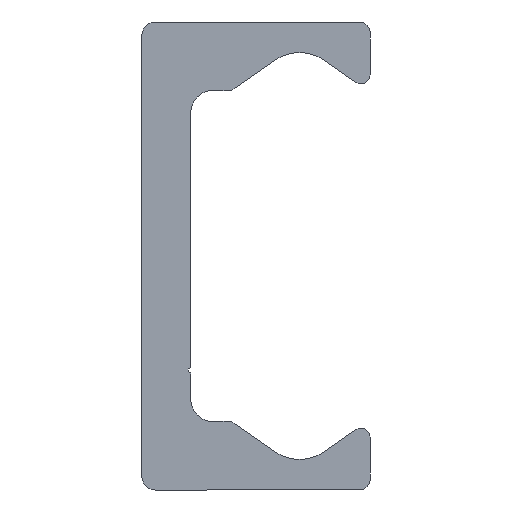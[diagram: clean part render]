
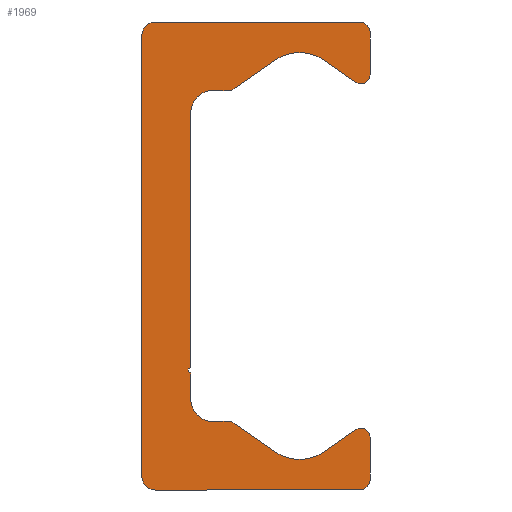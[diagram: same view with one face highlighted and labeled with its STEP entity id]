
A CAD part, left-side view. The second image highlights one B-rep face of the part: STEP entity #1969.
In plain terms, the highlighted planar face has unit normal (-1, 0, 0).
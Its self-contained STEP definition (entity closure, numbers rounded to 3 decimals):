
#1036=CARTESIAN_POINT('',(0.0,9.25,-21.5));
#1037=VERTEX_POINT('',#1036);
#1044=CARTESIAN_POINT('',(0.0,10.5,-20.25));
#1045=VERTEX_POINT('',#1044);
#1046=CARTESIAN_POINT('',(0.0,9.25,-20.25));
#1047=DIRECTION('',(1.0,0.0,0.0));
#1048=DIRECTION('',(0.0,0.0,-1.0));
#1049=AXIS2_PLACEMENT_3D('',#1046,#1047,#1048);
#1050=CIRCLE('',#1049,1.25);
#1051=EDGE_CURVE('',#1037,#1045,#1050,.T.);
#1075=CARTESIAN_POINT('',(0.0,-9.5,-21.5));
#1076=VERTEX_POINT('',#1075);
#1083=CARTESIAN_POINT('',(0.0,-9.5,-21.5));
#1084=DIRECTION('',(0.0,1.0,0.0));
#1085=VECTOR('',#1084,18.75);
#1086=LINE('',#1083,#1085);
#1087=EDGE_CURVE('',#1076,#1037,#1086,.T.);
#1107=CARTESIAN_POINT('',(0.0,-10.5,-20.5));
#1108=VERTEX_POINT('',#1107);
#1115=CARTESIAN_POINT('',(0.0,-9.5,-20.5));
#1116=DIRECTION('',(1.0,0.0,0.0));
#1117=DIRECTION('',(0.0,-1.0,0.0));
#1118=AXIS2_PLACEMENT_3D('',#1115,#1116,#1117);
#1119=CIRCLE('',#1118,1.0);
#1120=EDGE_CURVE('',#1108,#1076,#1119,.T.);
#1139=CARTESIAN_POINT('',(0.0,-10.5,-16.65));
#1140=VERTEX_POINT('',#1139);
#1147=CARTESIAN_POINT('',(0.0,-10.5,-16.65));
#1148=DIRECTION('',(0.0,0.0,-1.0));
#1149=VECTOR('',#1148,3.85);
#1150=LINE('',#1147,#1149);
#1151=EDGE_CURVE('',#1140,#1108,#1150,.T.);
#1171=CARTESIAN_POINT('',(0.0,-9.162,-15.954));
#1172=VERTEX_POINT('',#1171);
#1179=CARTESIAN_POINT('',(0.0,-9.65,-16.65));
#1180=DIRECTION('',(1.0,0.0,0.0));
#1181=DIRECTION('',(0.0,0.574,0.819));
#1182=AXIS2_PLACEMENT_3D('',#1179,#1180,#1181);
#1183=CIRCLE('',#1182,0.85);
#1184=EDGE_CURVE('',#1172,#1140,#1183,.T.);
#1203=CARTESIAN_POINT('',(0.0,-6.294,-17.962));
#1204=VERTEX_POINT('',#1203);
#1211=CARTESIAN_POINT('',(0.0,-6.294,-17.962));
#1212=DIRECTION('',(0.0,-0.819,0.574));
#1213=VECTOR('',#1212,3.501);
#1214=LINE('',#1211,#1213);
#1215=EDGE_CURVE('',#1204,#1172,#1214,.T.);
#1235=CARTESIAN_POINT('',(0.0,-1.706,-17.962));
#1236=VERTEX_POINT('',#1235);
#1243=CARTESIAN_POINT('',(0.0,-4.,-14.685));
#1244=DIRECTION('',(-1.0,0.0,0.0));
#1245=DIRECTION('',(0.0,0.574,0.819));
#1246=AXIS2_PLACEMENT_3D('',#1243,#1244,#1245);
#1247=CIRCLE('',#1246,4.0);
#1248=EDGE_CURVE('',#1236,#1204,#1247,.T.);
#1267=CARTESIAN_POINT('',(0.0,1.981,-15.381));
#1268=VERTEX_POINT('',#1267);
#1275=CARTESIAN_POINT('',(0.0,1.981,-15.381));
#1276=DIRECTION('',(0.0,-0.819,-0.574));
#1277=VECTOR('',#1276,4.5);
#1278=LINE('',#1275,#1277);
#1279=EDGE_CURVE('',#1268,#1236,#1278,.T.);
#1299=CARTESIAN_POINT('',(0.0,2.554,-15.2));
#1300=VERTEX_POINT('',#1299);
#1307=CARTESIAN_POINT('',(0.0,2.554,-16.2));
#1308=DIRECTION('',(1.0,0.0,0.0));
#1309=DIRECTION('',(0.0,0.0,1.0));
#1310=AXIS2_PLACEMENT_3D('',#1307,#1308,#1309);
#1311=CIRCLE('',#1310,1.);
#1312=EDGE_CURVE('',#1300,#1268,#1311,.T.);
#1331=CARTESIAN_POINT('',(0.0,4.0,-15.2));
#1332=VERTEX_POINT('',#1331);
#1339=CARTESIAN_POINT('',(0.0,4.0,-15.2));
#1340=DIRECTION('',(0.0,-1.0,0.0));
#1341=VECTOR('',#1340,1.446);
#1342=LINE('',#1339,#1341);
#1343=EDGE_CURVE('',#1332,#1300,#1342,.T.);
#1363=CARTESIAN_POINT('',(0.0,6.,-13.2));
#1364=VERTEX_POINT('',#1363);
#1371=CARTESIAN_POINT('',(0.0,4.,-13.2));
#1372=DIRECTION('',(-1.0,0.0,0.0));
#1373=DIRECTION('',(0.0,0.0,1.0));
#1374=AXIS2_PLACEMENT_3D('',#1371,#1372,#1373);
#1375=CIRCLE('',#1374,2.0);
#1376=EDGE_CURVE('',#1364,#1332,#1375,.T.);
#1395=CARTESIAN_POINT('',(0.0,6.,-10.75));
#1396=VERTEX_POINT('',#1395);
#1403=CARTESIAN_POINT('',(0.0,6.,-10.75));
#1404=DIRECTION('',(0.0,0.0,-1.0));
#1405=VECTOR('',#1404,2.45);
#1406=LINE('',#1403,#1405);
#1407=EDGE_CURVE('',#1396,#1364,#1406,.T.);
#1427=CARTESIAN_POINT('',(0.0,6.,-10.25));
#1428=VERTEX_POINT('',#1427);
#1435=CARTESIAN_POINT('',(0.0,6.,-10.5));
#1436=DIRECTION('',(-1.0,0.0,0.0));
#1437=DIRECTION('',(0.0,0.0,1.0));
#1438=AXIS2_PLACEMENT_3D('',#1435,#1436,#1437);
#1439=CIRCLE('',#1438,0.25);
#1440=EDGE_CURVE('',#1428,#1396,#1439,.T.);
#1459=CARTESIAN_POINT('',(0.0,6.,13.2));
#1460=VERTEX_POINT('',#1459);
#1467=CARTESIAN_POINT('',(0.0,6.,13.2));
#1468=DIRECTION('',(0.0,0.0,-1.0));
#1469=VECTOR('',#1468,23.45);
#1470=LINE('',#1467,#1469);
#1471=EDGE_CURVE('',#1460,#1428,#1470,.T.);
#1533=CARTESIAN_POINT('',(0.0,4.0,15.2));
#1534=VERTEX_POINT('',#1533);
#1541=CARTESIAN_POINT('',(0.0,4.,13.2));
#1542=DIRECTION('',(-1.0,0.0,0.0));
#1543=DIRECTION('',(0.0,-1.0,0.0));
#1544=AXIS2_PLACEMENT_3D('',#1541,#1542,#1543);
#1545=CIRCLE('',#1544,2.0);
#1546=EDGE_CURVE('',#1534,#1460,#1545,.T.);
#1565=CARTESIAN_POINT('',(0.0,2.554,15.2));
#1566=VERTEX_POINT('',#1565);
#1573=CARTESIAN_POINT('',(0.0,2.554,15.2));
#1574=DIRECTION('',(0.0,1.0,0.0));
#1575=VECTOR('',#1574,1.446);
#1576=LINE('',#1573,#1575);
#1577=EDGE_CURVE('',#1566,#1534,#1576,.T.);
#1597=CARTESIAN_POINT('',(0.0,1.981,15.381));
#1598=VERTEX_POINT('',#1597);
#1605=CARTESIAN_POINT('',(0.0,2.554,16.2));
#1606=DIRECTION('',(1.0,0.0,0.0));
#1607=DIRECTION('',(0.0,-0.574,-0.819));
#1608=AXIS2_PLACEMENT_3D('',#1605,#1606,#1607);
#1609=CIRCLE('',#1608,1.);
#1610=EDGE_CURVE('',#1598,#1566,#1609,.T.);
#1629=CARTESIAN_POINT('',(0.0,-1.706,17.962));
#1630=VERTEX_POINT('',#1629);
#1637=CARTESIAN_POINT('',(0.0,-1.706,17.962));
#1638=DIRECTION('',(0.0,0.819,-0.574));
#1639=VECTOR('',#1638,4.5);
#1640=LINE('',#1637,#1639);
#1641=EDGE_CURVE('',#1630,#1598,#1640,.T.);
#1661=CARTESIAN_POINT('',(0.0,-6.294,17.962));
#1662=VERTEX_POINT('',#1661);
#1669=CARTESIAN_POINT('',(0.0,-4.,14.685));
#1670=DIRECTION('',(-1.0,0.0,0.0));
#1671=DIRECTION('',(0.0,-0.574,-0.819));
#1672=AXIS2_PLACEMENT_3D('',#1669,#1670,#1671);
#1673=CIRCLE('',#1672,4.0);
#1674=EDGE_CURVE('',#1662,#1630,#1673,.T.);
#1693=CARTESIAN_POINT('',(0.0,-9.162,15.954));
#1694=VERTEX_POINT('',#1693);
#1701=CARTESIAN_POINT('',(0.0,-9.162,15.954));
#1702=DIRECTION('',(0.0,0.819,0.574));
#1703=VECTOR('',#1702,3.501);
#1704=LINE('',#1701,#1703);
#1705=EDGE_CURVE('',#1694,#1662,#1704,.T.);
#1725=CARTESIAN_POINT('',(0.0,-10.5,16.65));
#1726=VERTEX_POINT('',#1725);
#1733=CARTESIAN_POINT('',(0.0,-9.65,16.65));
#1734=DIRECTION('',(1.0,0.0,0.0));
#1735=DIRECTION('',(0.0,-1.0,0.0));
#1736=AXIS2_PLACEMENT_3D('',#1733,#1734,#1735);
#1737=CIRCLE('',#1736,0.85);
#1738=EDGE_CURVE('',#1726,#1694,#1737,.T.);
#1757=CARTESIAN_POINT('',(0.0,-10.5,20.5));
#1758=VERTEX_POINT('',#1757);
#1765=CARTESIAN_POINT('',(0.0,-10.5,20.5));
#1766=DIRECTION('',(0.0,0.0,-1.0));
#1767=VECTOR('',#1766,3.85);
#1768=LINE('',#1765,#1767);
#1769=EDGE_CURVE('',#1758,#1726,#1768,.T.);
#1789=CARTESIAN_POINT('',(0.0,-9.5,21.5));
#1790=VERTEX_POINT('',#1789);
#1797=CARTESIAN_POINT('',(0.0,-9.5,20.5));
#1798=DIRECTION('',(1.0,0.0,0.0));
#1799=DIRECTION('',(0.0,0.0,1.0));
#1800=AXIS2_PLACEMENT_3D('',#1797,#1798,#1799);
#1801=CIRCLE('',#1800,1.0);
#1802=EDGE_CURVE('',#1790,#1758,#1801,.T.);
#1821=CARTESIAN_POINT('',(0.0,9.25,21.5));
#1822=VERTEX_POINT('',#1821);
#1829=CARTESIAN_POINT('',(0.0,9.25,21.5));
#1830=DIRECTION('',(0.0,-1.0,0.0));
#1831=VECTOR('',#1830,18.75);
#1832=LINE('',#1829,#1831);
#1833=EDGE_CURVE('',#1822,#1790,#1832,.T.);
#1853=CARTESIAN_POINT('',(0.0,10.5,20.25));
#1854=VERTEX_POINT('',#1853);
#1861=CARTESIAN_POINT('',(0.0,9.25,20.25));
#1862=DIRECTION('',(1.0,0.0,0.0));
#1863=DIRECTION('',(0.0,1.0,0.0));
#1864=AXIS2_PLACEMENT_3D('',#1861,#1862,#1863);
#1865=CIRCLE('',#1864,1.25);
#1866=EDGE_CURVE('',#1854,#1822,#1865,.T.);
#1884=CARTESIAN_POINT('',(0.0,10.5,-20.25));
#1885=DIRECTION('',(0.0,0.0,1.0));
#1886=VECTOR('',#1885,40.5);
#1887=LINE('',#1884,#1886);
#1888=EDGE_CURVE('',#1045,#1854,#1887,.T.);
#1936=CARTESIAN_POINT('',(0.0,2.66,-0.019));
#1937=DIRECTION('',(1.0,0.0,0.0));
#1938=DIRECTION('',(0.0,0.0,-1.0));
#1939=AXIS2_PLACEMENT_3D('',#1936,#1937,#1938);
#1940=PLANE('',#1939);
#1941=ORIENTED_EDGE('',*,*,#1888,.F.);
#1942=ORIENTED_EDGE('',*,*,#1051,.F.);
#1943=ORIENTED_EDGE('',*,*,#1087,.F.);
#1944=ORIENTED_EDGE('',*,*,#1120,.F.);
#1945=ORIENTED_EDGE('',*,*,#1151,.F.);
#1946=ORIENTED_EDGE('',*,*,#1184,.F.);
#1947=ORIENTED_EDGE('',*,*,#1215,.F.);
#1948=ORIENTED_EDGE('',*,*,#1248,.F.);
#1949=ORIENTED_EDGE('',*,*,#1279,.F.);
#1950=ORIENTED_EDGE('',*,*,#1312,.F.);
#1951=ORIENTED_EDGE('',*,*,#1343,.F.);
#1952=ORIENTED_EDGE('',*,*,#1376,.F.);
#1953=ORIENTED_EDGE('',*,*,#1407,.F.);
#1954=ORIENTED_EDGE('',*,*,#1440,.F.);
#1955=ORIENTED_EDGE('',*,*,#1471,.F.);
#1956=ORIENTED_EDGE('',*,*,#1546,.F.);
#1957=ORIENTED_EDGE('',*,*,#1577,.F.);
#1958=ORIENTED_EDGE('',*,*,#1610,.F.);
#1959=ORIENTED_EDGE('',*,*,#1641,.F.);
#1960=ORIENTED_EDGE('',*,*,#1674,.F.);
#1961=ORIENTED_EDGE('',*,*,#1705,.F.);
#1962=ORIENTED_EDGE('',*,*,#1738,.F.);
#1963=ORIENTED_EDGE('',*,*,#1769,.F.);
#1964=ORIENTED_EDGE('',*,*,#1802,.F.);
#1965=ORIENTED_EDGE('',*,*,#1833,.F.);
#1966=ORIENTED_EDGE('',*,*,#1866,.F.);
#1967=EDGE_LOOP('',(#1941,#1942,#1943,#1944,#1945,#1946,#1947,#1948,#1949,#1950,#1951,#1952,#1953,#1954,#1955,#1956,#1957,#1958,#1959,#1960,#1961,#1962,#1963,#1964,#1965,#1966));
#1968=FACE_OUTER_BOUND('',#1967,.T.);
#1969=ADVANCED_FACE('',(#1968),#1940,.F.);
